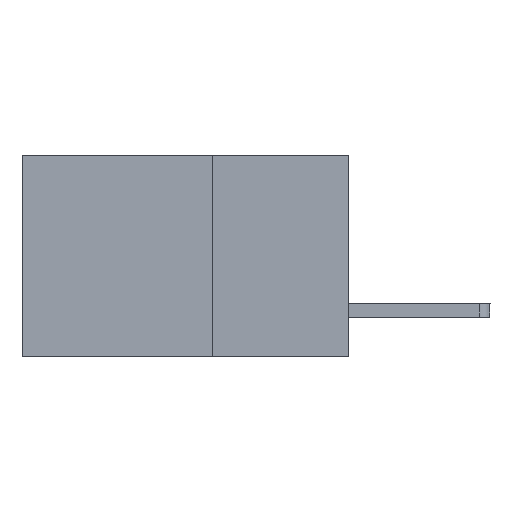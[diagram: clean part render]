
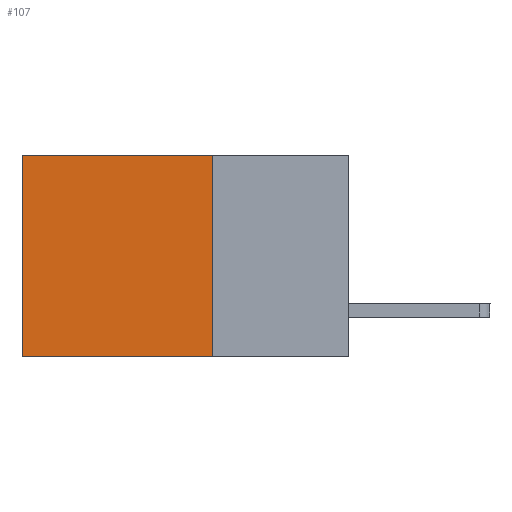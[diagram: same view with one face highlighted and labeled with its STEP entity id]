
A CAD part, left-side view. The second image highlights one B-rep face of the part: STEP entity #107.
In plain terms, the highlighted planar face has unit normal (-1, 0, 0).
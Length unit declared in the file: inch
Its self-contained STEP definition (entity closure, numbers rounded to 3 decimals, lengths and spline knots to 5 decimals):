
#107 = ADVANCED_FACE ( 'NONE', ( #5059 ), #1336, .F. ) ;
#323 = LINE ( 'NONE', #7555, #6410 ) ;
#324 = CARTESIAN_POINT ( 'NONE',  ( 0.298, 0.25, 0. ) ) ;
#1212 = CARTESIAN_POINT ( 'NONE',  ( 0.298, 0.6, -0.37 ) ) ;
#1336 = PLANE ( 'NONE',  #7854 ) ;
#1653 = VERTEX_POINT ( 'NONE', #7071 ) ;
#1930 = DIRECTION ( 'NONE',  ( 0., 0., -1. ) ) ;
#2111 = DIRECTION ( 'NONE',  ( 0., 1., 0. ) ) ;
#2175 = EDGE_LOOP ( 'NONE', ( #5085, #3962, #3833, #2739 ) ) ;
#2245 = CARTESIAN_POINT ( 'NONE',  ( 0.298, 0.25, 0. ) ) ;
#2739 = ORIENTED_EDGE ( 'NONE', *, *, #9485, .T. ) ;
#3042 = VERTEX_POINT ( 'NONE', #1212 ) ;
#3068 = VERTEX_POINT ( 'NONE', #8279 ) ;
#3602 = DIRECTION ( 'NONE',  ( 0., 0., -1. ) ) ;
#3833 = ORIENTED_EDGE ( 'NONE', *, *, #4000, .F. ) ;
#3962 = ORIENTED_EDGE ( 'NONE', *, *, #6003, .F. ) ;
#4000 = EDGE_CURVE ( 'NONE', #1653, #8543, #5591, .T. ) ;
#4368 = CARTESIAN_POINT ( 'NONE',  ( 0.298, 0.25, -0.37 ) ) ;
#5059 = FACE_OUTER_BOUND ( 'NONE', #2175, .T. ) ;
#5085 = ORIENTED_EDGE ( 'NONE', *, *, #9376, .T. ) ;
#5349 = DIRECTION ( 'NONE',  ( 0., 0., -1. ) ) ;
#5591 = LINE ( 'NONE', #324, #6579 ) ;
#6003 = EDGE_CURVE ( 'NONE', #8543, #3042, #323, .T. ) ;
#6410 = VECTOR ( 'NONE', #6896, 39.37008 ) ;
#6579 = VECTOR ( 'NONE', #1930, 39.37008 ) ;
#6896 = DIRECTION ( 'NONE',  ( 0., 1., 0. ) ) ;
#7071 = CARTESIAN_POINT ( 'NONE',  ( 0.298, 0.25, 0. ) ) ;
#7341 = VECTOR ( 'NONE', #3602, 39.37008 ) ;
#7555 = CARTESIAN_POINT ( 'NONE',  ( 0.298, 0.25, -0.37 ) ) ;
#7688 = DIRECTION ( 'NONE',  ( 1., 0., 0. ) ) ;
#7757 = CARTESIAN_POINT ( 'NONE',  ( 0.298, 0.25, 0. ) ) ;
#7854 = AXIS2_PLACEMENT_3D ( 'NONE', #7757, #7688, #5349 ) ;
#8279 = CARTESIAN_POINT ( 'NONE',  ( 0.298, 0.6, 0. ) ) ;
#8461 = LINE ( 'NONE', #2245, #9810 ) ;
#8543 = VERTEX_POINT ( 'NONE', #4368 ) ;
#8712 = LINE ( 'NONE', #9072, #7341 ) ;
#9072 = CARTESIAN_POINT ( 'NONE',  ( 0.298, 0.6, 0. ) ) ;
#9376 = EDGE_CURVE ( 'NONE', #3068, #3042, #8712, .T. ) ;
#9485 = EDGE_CURVE ( 'NONE', #1653, #3068, #8461, .T. ) ;
#9810 = VECTOR ( 'NONE', #2111, 39.37008 ) ;
